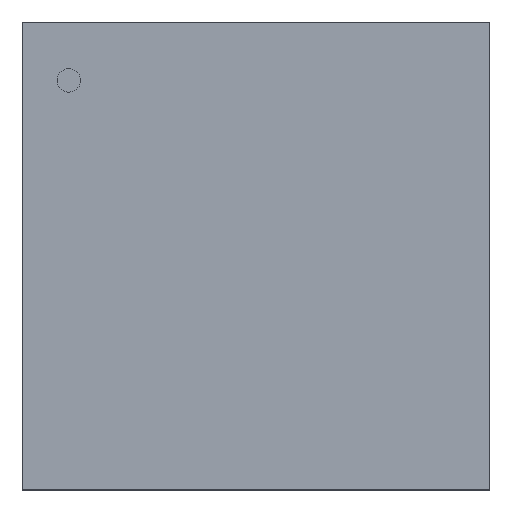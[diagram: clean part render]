
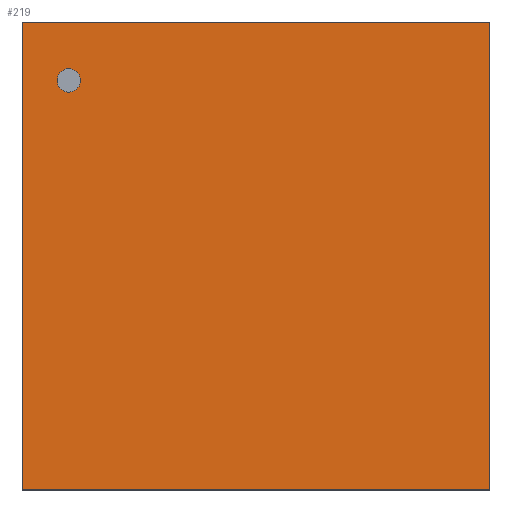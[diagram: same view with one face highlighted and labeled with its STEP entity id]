
A CAD part, top view. The second image highlights one B-rep face of the part: STEP entity #219.
In plain terms, the highlighted planar face has unit normal (0, 0, 1).
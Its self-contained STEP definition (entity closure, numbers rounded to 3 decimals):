
#98 = VERTEX_POINT('',#99);
#99 = CARTESIAN_POINT('',(1.,-1.,0.55));
#105 = EDGE_CURVE('',#106,#98,#108,.T.);
#106 = VERTEX_POINT('',#107);
#107 = CARTESIAN_POINT('',(-1.,-1.,0.55));
#108 = LINE('',#109,#110);
#109 = CARTESIAN_POINT('',(-1.,-1.,0.55));
#110 = VECTOR('',#111,1.);
#111 = DIRECTION('',(1.,0.,0.));
#136 = VERTEX_POINT('',#137);
#137 = CARTESIAN_POINT('',(1.,1.,0.55));
#143 = EDGE_CURVE('',#98,#136,#144,.T.);
#144 = LINE('',#145,#146);
#145 = CARTESIAN_POINT('',(1.,-1.,0.55));
#146 = VECTOR('',#147,1.);
#147 = DIRECTION('',(0.,1.,0.));
#167 = VERTEX_POINT('',#168);
#168 = CARTESIAN_POINT('',(-1.,1.,0.55));
#174 = EDGE_CURVE('',#136,#167,#175,.T.);
#175 = LINE('',#176,#177);
#176 = CARTESIAN_POINT('',(1.,1.,0.55));
#177 = VECTOR('',#178,1.);
#178 = DIRECTION('',(-1.,0.,0.));
#196 = EDGE_CURVE('',#167,#106,#197,.T.);
#197 = LINE('',#198,#199);
#198 = CARTESIAN_POINT('',(-1.,1.,0.55));
#199 = VECTOR('',#200,1.);
#200 = DIRECTION('',(0.,-1.,0.));
#219 = ADVANCED_FACE('',(#220),#226,.T.);
#220 = FACE_BOUND('',#221,.T.);
#221 = EDGE_LOOP('',(#222,#223,#224,#225));
#222 = ORIENTED_EDGE('',*,*,#105,.T.);
#223 = ORIENTED_EDGE('',*,*,#143,.T.);
#224 = ORIENTED_EDGE('',*,*,#174,.T.);
#225 = ORIENTED_EDGE('',*,*,#196,.T.);
#226 = PLANE('',#227);
#227 = AXIS2_PLACEMENT_3D('',#228,#229,#230);
#228 = CARTESIAN_POINT('',(-1.,-1.,0.55));
#229 = DIRECTION('',(0.,0.,1.));
#230 = DIRECTION('',(0.,1.,0.));
